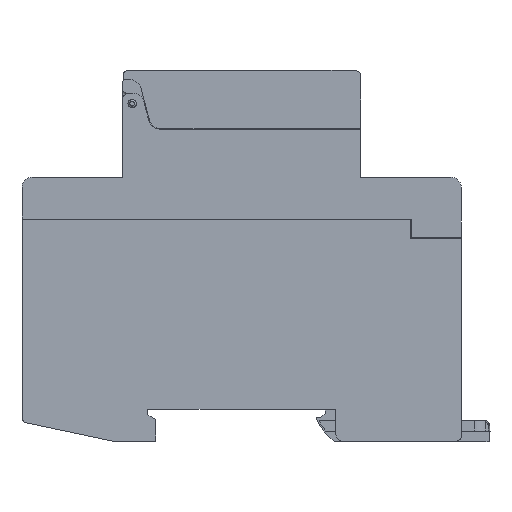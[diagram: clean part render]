
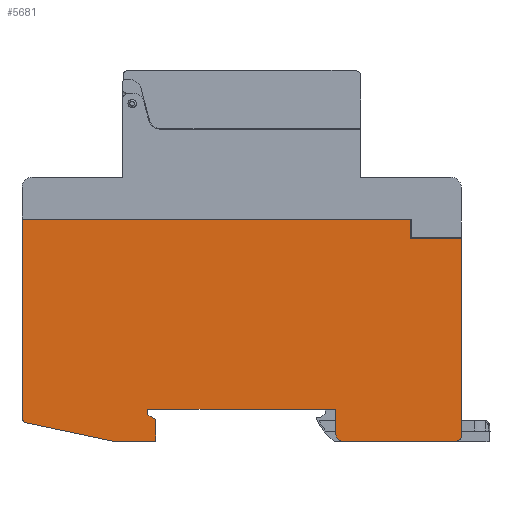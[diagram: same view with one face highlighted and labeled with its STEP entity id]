
A CAD part, left-side view. The second image highlights one B-rep face of the part: STEP entity #5681.
In plain terms, the highlighted planar face has unit normal (-1, 0, 0).
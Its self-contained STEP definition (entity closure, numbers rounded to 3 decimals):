
#1583=LINE('',#29927,#3298);
#1837=LINE('',#30541,#3552);
#1894=LINE('',#30670,#3609);
#1950=LINE('',#30789,#3665);
#1998=LINE('',#30892,#3713);
#2092=LINE('',#31086,#3807);
#2105=LINE('',#31110,#3820);
#2111=LINE('',#31124,#3826);
#2125=LINE('',#31152,#3840);
#2365=LINE('',#31658,#4080);
#2366=LINE('',#31660,#4081);
#2384=LINE('',#31703,#4099);
#2385=LINE('',#31705,#4100);
#3298=VECTOR('',#22425,1.);
#3552=VECTOR('',#22933,1.);
#3609=VECTOR('',#23030,1.);
#3665=VECTOR('',#23122,1.);
#3713=VECTOR('',#23214,1.);
#3807=VECTOR('',#23374,1.);
#3820=VECTOR('',#23389,1.);
#3826=VECTOR('',#23403,1.);
#3840=VECTOR('',#23425,1.);
#4080=VECTOR('',#23929,1.);
#4081=VECTOR('',#23932,1.);
#4099=VECTOR('',#23974,1.);
#4100=VECTOR('',#23977,1.);
#5681=ADVANCED_FACE('NONE',(#7341),#6509,.T.);
#6509=PLANE('',#20353);
#7341=FACE_OUTER_BOUND('',#8364,.T.);
#8364=EDGE_LOOP('',(#12187,#12188,#12189,#12190,#12191,#12192,#12193,#12194,
#12195,#12196,#12197,#12198,#12199,#12200,#12201,#12202));
#12187=ORIENTED_EDGE('',*,*,#17627,.F.);
#12188=ORIENTED_EDGE('',*,*,#17341,.T.);
#12189=ORIENTED_EDGE('',*,*,#17604,.T.);
#12190=ORIENTED_EDGE('',*,*,#17622,.T.);
#12191=ORIENTED_EDGE('',*,*,#17628,.T.);
#12192=ORIENTED_EDGE('',*,*,#17220,.T.);
#12193=ORIENTED_EDGE('',*,*,#17044,.T.);
#12194=ORIENTED_EDGE('',*,*,#17353,.T.);
#12195=ORIENTED_EDGE('',*,*,#16745,.T.);
#12196=ORIENTED_EDGE('',*,*,#17335,.F.);
#12197=ORIENTED_EDGE('',*,*,#17329,.F.);
#12198=ORIENTED_EDGE('',*,*,#17316,.F.);
#12199=ORIENTED_EDGE('',*,*,#17605,.F.);
#12200=ORIENTED_EDGE('',*,*,#17337,.F.);
#12201=ORIENTED_EDGE('',*,*,#17168,.F.);
#12202=ORIENTED_EDGE('',*,*,#17109,.F.);
#14675=VERTEX_POINT('',#29926);
#14676=VERTEX_POINT('',#29928);
#14900=VERTEX_POINT('',#30540);
#14901=VERTEX_POINT('',#30542);
#14952=VERTEX_POINT('',#30669);
#14953=VERTEX_POINT('',#30671);
#14998=VERTEX_POINT('',#30790);
#15031=VERTEX_POINT('',#30893);
#15097=VERTEX_POINT('',#31085);
#15098=VERTEX_POINT('',#31087);
#15108=VERTEX_POINT('',#31111);
#15112=VERTEX_POINT('',#31125);
#15114=VERTEX_POINT('',#31131);
#15116=VERTEX_POINT('',#31134);
#15255=VERTEX_POINT('',#31657);
#15266=VERTEX_POINT('',#31693);
#16745=EDGE_CURVE('',#14676,#14675,#1583,.T.);
#17044=EDGE_CURVE('',#14901,#14900,#1837,.T.);
#17109=EDGE_CURVE('',#14952,#14953,#1894,.T.);
#17168=EDGE_CURVE('',#14953,#14998,#1950,.T.);
#17220=EDGE_CURVE('',#15031,#14901,#1998,.T.);
#17316=EDGE_CURVE('',#15097,#15098,#2092,.T.);
#17329=EDGE_CURVE('',#15098,#15108,#2105,.T.);
#17335=EDGE_CURVE('',#15108,#14675,#18579,.T.);
#17337=EDGE_CURVE('',#14998,#15112,#2111,.T.);
#17341=EDGE_CURVE('',#15116,#15114,#18581,.T.);
#17353=EDGE_CURVE('',#14900,#14676,#2125,.T.);
#17604=EDGE_CURVE('',#15114,#15255,#2365,.T.);
#17605=EDGE_CURVE('',#15112,#15097,#2366,.T.);
#17622=EDGE_CURVE('',#15255,#15266,#18597,.T.);
#17627=EDGE_CURVE('',#15116,#14952,#2384,.T.);
#17628=EDGE_CURVE('',#15266,#15031,#2385,.T.);
#18579=CIRCLE('',#20200,1.);
#18581=CIRCLE('',#20204,1.498);
#18597=CIRCLE('',#20349,1.);
#20200=AXIS2_PLACEMENT_3D('',#31121,#23397,#23398);
#20204=AXIS2_PLACEMENT_3D('',#31133,#23409,#23410);
#20349=AXIS2_PLACEMENT_3D('',#31694,#23964,#23965);
#20353=AXIS2_PLACEMENT_3D('',#31706,#23978,#23979);
#22425=DIRECTION('',(0.,0.,-1.));
#22933=DIRECTION('',(0.,0.,1.));
#23030=DIRECTION('',(0.,1.,0.));
#23122=DIRECTION('',(0.,0.,-1.));
#23214=DIRECTION('',(0.,1.,0.));
#23374=DIRECTION('',(0.,1.,0.));
#23389=DIRECTION('',(0.,0.978,0.208));
#23397=DIRECTION('',(1.,0.,0.));
#23398=DIRECTION('',(0.,0.,-1.));
#23403=DIRECTION('',(0.,-0.865,-0.502));
#23409=DIRECTION('',(-1.,0.,0.));
#23410=DIRECTION('',(0.,0.,-1.));
#23425=DIRECTION('',(0.,1.,0.));
#23929=DIRECTION('',(0.,-1.,0.));
#23932=DIRECTION('',(0.,0.,-1.));
#23964=DIRECTION('',(-1.,0.,0.));
#23965=DIRECTION('',(0.,0.,-1.));
#23974=DIRECTION('',(0.,0.,1.));
#23977=DIRECTION('',(0.,0.,1.));
#23978=DIRECTION('',(-1.,0.,0.));
#23979=DIRECTION('',(0.,0.,-1.));
#29926=CARTESIAN_POINT('',(0.,88.4,4.545));
#29927=CARTESIAN_POINT('',(0.,88.4,0.1));
#29928=CARTESIAN_POINT('',(0.,88.4,41.95));
#30540=CARTESIAN_POINT('',(0.,15.1,41.95));
#30541=CARTESIAN_POINT('',(0.,15.1,41.95));
#30542=CARTESIAN_POINT('',(0.,15.1,38.45));
#30669=CARTESIAN_POINT('',(0.,29.15,6.1));
#30670=CARTESIAN_POINT('',(0.,88.4,6.1));
#30671=CARTESIAN_POINT('',(0.,64.65,6.1));
#30789=CARTESIAN_POINT('',(0.,64.65,0.1));
#30790=CARTESIAN_POINT('',(0.,64.65,5.05));
#30892=CARTESIAN_POINT('',(0.,88.4,38.45));
#30893=CARTESIAN_POINT('',(0.,5.4,38.45));
#31085=CARTESIAN_POINT('',(0.,63.15,0.1));
#31086=CARTESIAN_POINT('',(0.,88.4,0.1));
#31087=CARTESIAN_POINT('',(0.,71.3,0.1));
#31110=CARTESIAN_POINT('',(0.,88.4,3.735));
#31111=CARTESIAN_POINT('',(0.,87.608,3.566));
#31121=CARTESIAN_POINT('',(0.,87.4,4.545));
#31124=CARTESIAN_POINT('',(0.,64.65,5.05));
#31125=CARTESIAN_POINT('',(0.,63.15,4.18));
#31131=CARTESIAN_POINT('',(0.,27.652,0.1));
#31133=CARTESIAN_POINT('',(0.,27.652,1.598));
#31134=CARTESIAN_POINT('',(0.,29.15,1.598));
#31152=CARTESIAN_POINT('',(0.,88.4,41.95));
#31657=CARTESIAN_POINT('',(0.,6.4,0.1));
#31658=CARTESIAN_POINT('',(0.,46.9,0.1));
#31660=CARTESIAN_POINT('',(0.,63.15,0.1));
#31693=CARTESIAN_POINT('',(0.,5.4,1.1));
#31694=CARTESIAN_POINT('',(0.,6.4,1.1));
#31703=CARTESIAN_POINT('',(0.,29.15,6.1));
#31705=CARTESIAN_POINT('',(0.,5.4,0.1));
#31706=CARTESIAN_POINT('',(0.,88.4,0.1));
